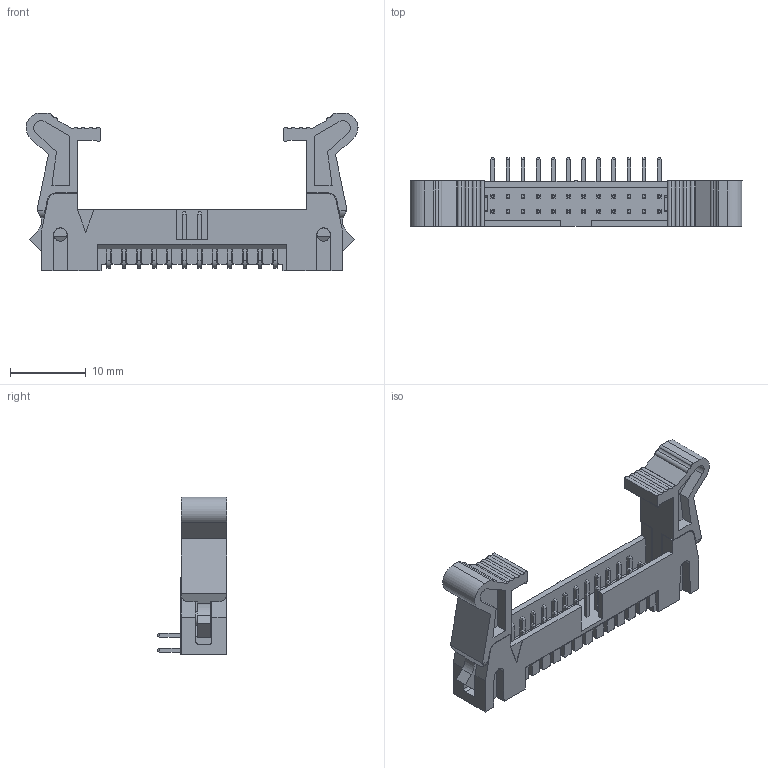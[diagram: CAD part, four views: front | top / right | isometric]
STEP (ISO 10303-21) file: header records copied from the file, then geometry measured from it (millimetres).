
FILE_DESCRIPTION( ('This file contains a STEP AP42 implementation' ,'as created by ZW3D STEP Interface translator.') ,'2;1' );
FILE_NAME( '3220-XXRXXBLX1.stp' ,'231127.145032', (''), ('ZWCAD Software Co.'), 'Version 1.0', 'ZW3D to STEP translator', '' );
FILE_SCHEMA(('AUTOMOTIVE_DESIGN { 1 0 10303 214 1 1 1 1 }'));
Length unit declared in the file: millimetre
Products named in the file (2): 0; 3220-24RG0BLT1
Bounding box: 43.89 x 9.12 x 20.85 mm (x, y, z)
Volume: 1759.4 mm3; surface area: 3499.2 mm2
Topology: 1 solids, 1 shells, 1197 faces, 3072 edges, 1895 vertices
Faces by surface type: plane 989, cylinder 204, cone 4
Full cylindrical faces by diameter (mm): 1 x4, 1.75 x4
Entity records: 36849 total; most frequent: CARTESIAN_POINT 6505, ORIENTED_EDGE 6144, DIRECTION 5820, EDGE_CURVE 3072, VECTOR 2568, LINE 2568, VERTEX_POINT 1895, AXIS2_PLACEMENT_3D 1626
